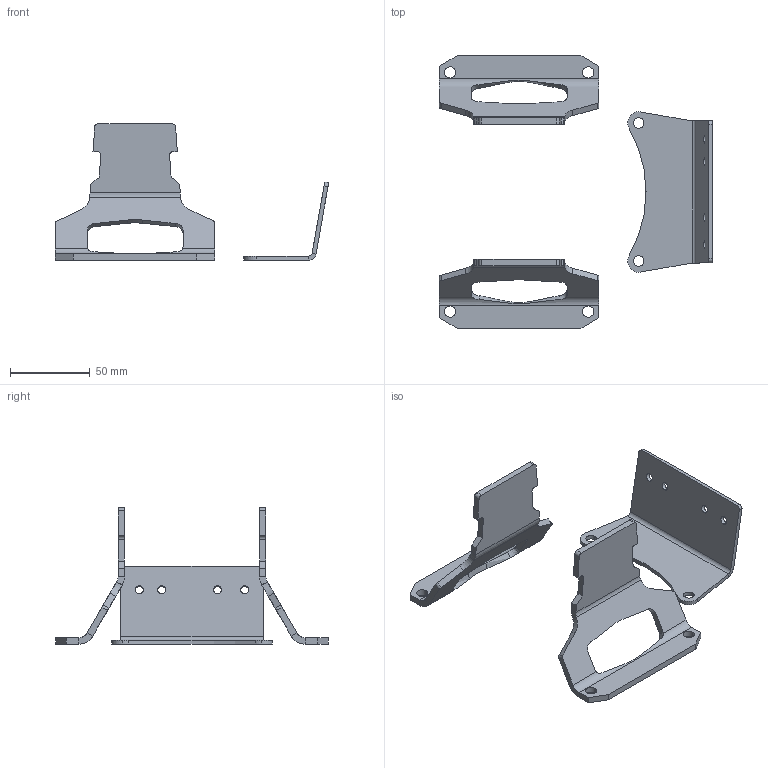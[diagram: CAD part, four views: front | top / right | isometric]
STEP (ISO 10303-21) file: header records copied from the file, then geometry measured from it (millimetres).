
FILE_DESCRIPTION (( 'STEP AP203' ), '1' );
FILE_NAME ('P0496.STEP', '2019-12-17T09:05:29', ( '' ), ( '' ), 'SwSTEP 2.0', 'SolidWorks 2017', '' );
FILE_SCHEMA (( 'CONFIG_CONTROL_DESIGN' ));
Length unit declared in the file: millimetre
Products named in the file (1): P0496
Bounding box: 171.24 x 170.82 x 85.42 mm (x, y, z)
Volume: 69001.9 mm3; surface area: 46056.5 mm2
Topology: 3 solids, 3 shells, 156 faces, 414 edges, 260 vertices
Faces by surface type: plane 79, cylinder 63, bspline 14
Entity records: 5183 total; most frequent: CARTESIAN_POINT 1239, ORIENTED_EDGE 828, DIRECTION 770, EDGE_CURVE 414, AXIS2_PLACEMENT_3D 261, VERTEX_POINT 260, LINE 248, VECTOR 248
